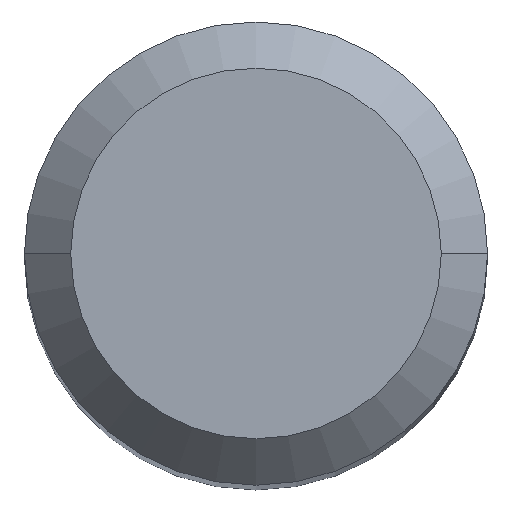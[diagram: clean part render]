
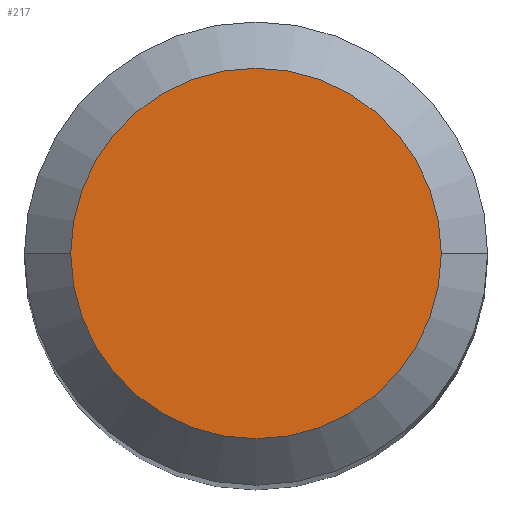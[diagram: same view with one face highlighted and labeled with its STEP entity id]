
A CAD part, top view. The second image highlights one B-rep face of the part: STEP entity #217.
In plain terms, the highlighted planar face has unit normal (0, 0, 1).
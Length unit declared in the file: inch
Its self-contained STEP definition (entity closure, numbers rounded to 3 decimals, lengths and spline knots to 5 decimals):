
#52 = CIRCLE ( 'NONE', #451, 0.09448 ) ;
#68 = FACE_OUTER_BOUND ( 'NONE', #434, .T. ) ;
#71 = VERTEX_POINT ( 'NONE', #278 ) ;
#92 = EDGE_CURVE ( 'NONE', #71, #93, #122, .T. ) ;
#93 = VERTEX_POINT ( 'NONE', #137 ) ;
#94 = EDGE_CURVE ( 'NONE', #93, #71, #52, .T. ) ;
#107 = DIRECTION ( 'NONE',  ( -1., 0., 0. ) ) ;
#122 = CIRCLE ( 'NONE', #315, 0.09448 ) ;
#137 = CARTESIAN_POINT ( 'NONE',  ( 0.09448, 0., 0. ) ) ;
#217 = ADVANCED_FACE ( 'NONE', ( #68 ), #484, .F. ) ;
#242 = DIRECTION ( 'NONE',  ( 0., 0., -1. ) ) ;
#277 = ORIENTED_EDGE ( 'NONE', *, *, #92, .T. ) ;
#278 = CARTESIAN_POINT ( 'NONE',  ( -0.09448, 0., 0. ) ) ;
#281 = DIRECTION ( 'NONE',  ( 1., 0., 0. ) ) ;
#290 = CARTESIAN_POINT ( 'NONE',  ( 0., 0., 0. ) ) ;
#315 = AXIS2_PLACEMENT_3D ( 'NONE', #406, #370, #335 ) ;
#335 = DIRECTION ( 'NONE',  ( 1., 0., 0. ) ) ;
#370 = DIRECTION ( 'NONE',  ( 0., 0., 1. ) ) ;
#394 = ORIENTED_EDGE ( 'NONE', *, *, #94, .T. ) ;
#406 = CARTESIAN_POINT ( 'NONE',  ( 0., 0., 0. ) ) ;
#415 = DIRECTION ( 'NONE',  ( 0., 0., 1. ) ) ;
#434 = EDGE_LOOP ( 'NONE', ( #277, #394 ) ) ;
#438 = CARTESIAN_POINT ( 'NONE',  ( 0., 0., 0. ) ) ;
#451 = AXIS2_PLACEMENT_3D ( 'NONE', #290, #415, #281 ) ;
#479 = AXIS2_PLACEMENT_3D ( 'NONE', #438, #242, #107 ) ;
#484 = PLANE ( 'NONE',  #479 ) ;
